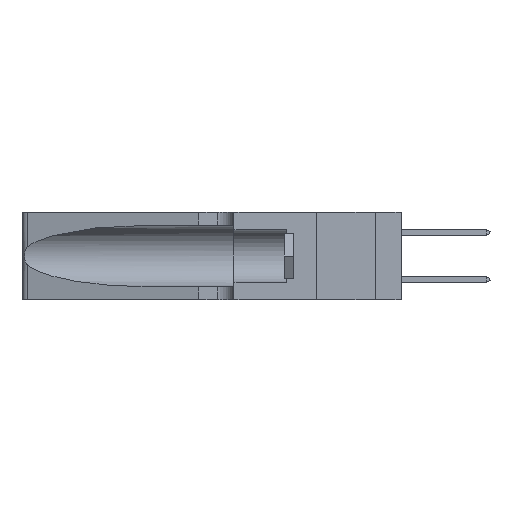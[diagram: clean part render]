
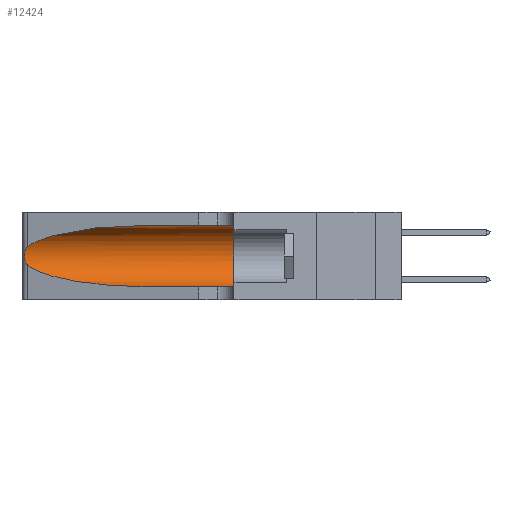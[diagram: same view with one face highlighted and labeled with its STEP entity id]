
A CAD part, left-side view. The second image highlights one B-rep face of the part: STEP entity #12424.
In plain terms, the highlighted cylindrical face has radius 3.308 mm (diameter 6.617 mm), a partial arc.
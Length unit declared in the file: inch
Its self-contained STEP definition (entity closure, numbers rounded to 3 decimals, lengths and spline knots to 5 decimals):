
#241 = VERTEX_POINT ( 'NONE', #14737 ) ;
#839 = VECTOR ( 'NONE', #17061, 39.37008 ) ;
#1152 = CARTESIAN_POINT ( 'NONE',  ( 0.1305, 1.61858, 0.185 ) ) ;
#1404 = LINE ( 'NONE', #22105, #839 ) ;
#1572 = CARTESIAN_POINT ( 'NONE',  ( 0.25487, 1.22718, 0.14631 ) ) ;
#1648 = CARTESIAN_POINT ( 'NONE',  ( 0.1305, 0.72297, 0.31525 ) ) ;
#2190 = DIRECTION ( 'NONE',  ( 0., -1., 0. ) ) ;
#2315 = CIRCLE ( 'NONE', #10452, 0.13025 ) ;
#2917 = VERTEX_POINT ( 'NONE', #20310 ) ;
#3240 = CARTESIAN_POINT ( 'NONE',  ( 0.25639, 1.23184, 0.21858 ) ) ;
#3329 = EDGE_CURVE ( 'NONE', #12894, #2917, #2315, .T. ) ;
#4248 = DIRECTION ( 'NONE',  ( 0., 0., 1. ) ) ;
#4634 = ORIENTED_EDGE ( 'NONE', *, *, #20714, .T. ) ;
#4991 = CARTESIAN_POINT ( 'NONE',  ( 0.25854, 1.2359, 0.20912 ) ) ;
#5047 = CYLINDRICAL_SURFACE ( 'NONE', #20615, 0.13025 ) ;
#5409 = EDGE_LOOP ( 'NONE', ( #8167, #19488, #4634, #16771, #10270, #22225 ) ) ;
#5451 = CARTESIAN_POINT ( 'NONE',  ( 0.18966, 0.96281, 0.31525 ) ) ;
#6356 = DIRECTION ( 'NONE',  ( 0., -1., 0. ) ) ;
#6766 = CARTESIAN_POINT ( 'NONE',  ( 0.2373, 1.15595, 0.08982 ) ) ;
#6774 = CARTESIAN_POINT ( 'NONE',  ( 0.26075, 1.23896, 0.19203 ) ) ;
#6943 = CARTESIAN_POINT ( 'NONE',  ( 0.1305, 0.35, 0.31525 ) ) ;
#7235 = CARTESIAN_POINT ( 'NONE',  ( 0.2373, 1.15595, 0.28018 ) ) ;
#8055 = EDGE_CURVE ( 'NONE', #13267, #12894, #11789, .T. ) ;
#8167 = ORIENTED_EDGE ( 'NONE', *, *, #17299, .T. ) ;
#8578 = CARTESIAN_POINT ( 'NONE',  ( 0.26017, 1.23833, 0.17102 ) ) ;
#9073 = EDGE_CURVE ( 'NONE', #16349, #2917, #1404, .T. ) ;
#10202 = CARTESIAN_POINT ( 'NONE',  ( 0.25487, 1.22718, 0.22369 ) ) ;
#10266 = CARTESIAN_POINT ( 'NONE',  ( 0.18966, 0.96281, 0.05475 ) ) ;
#10270 = ORIENTED_EDGE ( 'NONE', *, *, #3329, .F. ) ;
#10275 = CARTESIAN_POINT ( 'NONE',  ( 0.25789, 1.23486, 0.15765 ) ) ;
#10358 =( BOUNDED_CURVE ( )  B_SPLINE_CURVE ( 3, ( #1648, #5451, #7235, #19166 ),
 .UNSPECIFIED., .F., .T. ) 
 B_SPLINE_CURVE_WITH_KNOTS ( ( 4, 4 ),
 ( 1.5708, 2.84003 ),
 .UNSPECIFIED. ) 
 CURVE ( )  GEOMETRIC_REPRESENTATION_ITEM ( )  RATIONAL_B_SPLINE_CURVE ( ( 1., 0.87, 0.87, 1. ) ) 
 REPRESENTATION_ITEM ( '' )  );
#10452 = AXIS2_PLACEMENT_3D ( 'NONE', #21777, #20613, #4248 ) ;
#11789 = LINE ( 'NONE', #12579, #15726 ) ;
#11920 = CARTESIAN_POINT ( 'NONE',  ( 0.25555, 1.22994, 0.2215 ) ) ;
#11997 = CARTESIAN_POINT ( 'NONE',  ( 0.25555, 1.22993, 0.14849 ) ) ;
#12424 = ADVANCED_FACE ( 'NONE', ( #18738 ), #5047, .F. ) ;
#12472 = VERTEX_POINT ( 'NONE', #20162 ) ;
#12579 = CARTESIAN_POINT ( 'NONE',  ( 0.1305, 1.61858, 0.31525 ) ) ;
#12894 = VERTEX_POINT ( 'NONE', #6943 ) ;
#13267 = VERTEX_POINT ( 'NONE', #14709 ) ;
#13469 = EDGE_CURVE ( 'NONE', #12472, #241, #18248, .T. ) ;
#14709 = CARTESIAN_POINT ( 'NONE',  ( 0.1305, 0.72297, 0.31525 ) ) ;
#14737 = CARTESIAN_POINT ( 'NONE',  ( 0.25487, 1.22718, 0.14631 ) ) ;
#15291 = CARTESIAN_POINT ( 'NONE',  ( 0.25787, 1.23484, 0.2124 ) ) ;
#15726 = VECTOR ( 'NONE', #2190, 39.37008 ) ;
#16349 = VERTEX_POINT ( 'NONE', #19871 ) ;
#16594 = DIRECTION ( 'NONE',  ( 0., 0., -1. ) ) ;
#16771 = ORIENTED_EDGE ( 'NONE', *, *, #9073, .T. ) ;
#17012 = CARTESIAN_POINT ( 'NONE',  ( 0.26018, 1.23835, 0.19895 ) ) ;
#17061 = DIRECTION ( 'NONE',  ( 0., -1., 0. ) ) ;
#17299 = EDGE_CURVE ( 'NONE', #13267, #12472, #10358, .T. ) ;
#18248 = B_SPLINE_CURVE_WITH_KNOTS ( 'NONE', 3,
 ( #10202, #11920, #3240, #15291, #4991, #17012, #6774, #18722, #8578, #20409, #10275, #22127, #11997, #1572 ),
 .UNSPECIFIED., .F., .F.,
 ( 4, 2, 2, 2, 2, 2, 4 ),
 ( 0., 0.00027, 0.00053, 0.00107, 0.0016, 0.00187, 0.00214 ),
 .UNSPECIFIED. ) ;
#18710 = CARTESIAN_POINT ( 'NONE',  ( 0.25487, 1.22718, 0.14631 ) ) ;
#18722 = CARTESIAN_POINT ( 'NONE',  ( 0.26075, 1.23896, 0.178 ) ) ;
#18738 = FACE_OUTER_BOUND ( 'NONE', #5409, .T. ) ;
#19166 = CARTESIAN_POINT ( 'NONE',  ( 0.25487, 1.22718, 0.22369 ) ) ;
#19488 = ORIENTED_EDGE ( 'NONE', *, *, #13469, .T. ) ;
#19871 = CARTESIAN_POINT ( 'NONE',  ( 0.1305, 0.72297, 0.05475 ) ) ;
#20162 = CARTESIAN_POINT ( 'NONE',  ( 0.25487, 1.22718, 0.22369 ) ) ;
#20310 = CARTESIAN_POINT ( 'NONE',  ( 0.1305, 0.35, 0.05475 ) ) ;
#20409 = CARTESIAN_POINT ( 'NONE',  ( 0.25856, 1.23593, 0.16098 ) ) ;
#20524 =( BOUNDED_CURVE ( )  B_SPLINE_CURVE ( 3, ( #18710, #6766, #10266, #22121 ),
 .UNSPECIFIED., .F., .F. ) 
 B_SPLINE_CURVE_WITH_KNOTS ( ( 4, 4 ),
 ( 3.44316, 4.71239 ),
 .UNSPECIFIED. ) 
 CURVE ( )  GEOMETRIC_REPRESENTATION_ITEM ( )  RATIONAL_B_SPLINE_CURVE ( ( 1., 0.87, 0.87, 1. ) ) 
 REPRESENTATION_ITEM ( '' )  );
#20613 = DIRECTION ( 'NONE',  ( 0., 1., 0. ) ) ;
#20615 = AXIS2_PLACEMENT_3D ( 'NONE', #1152, #6356, #16594 ) ;
#20714 = EDGE_CURVE ( 'NONE', #241, #16349, #20524, .T. ) ;
#21777 = CARTESIAN_POINT ( 'NONE',  ( 0.1305, 0.35, 0.185 ) ) ;
#22105 = CARTESIAN_POINT ( 'NONE',  ( 0.1305, 1.61858, 0.05475 ) ) ;
#22121 = CARTESIAN_POINT ( 'NONE',  ( 0.1305, 0.72297, 0.05475 ) ) ;
#22127 = CARTESIAN_POINT ( 'NONE',  ( 0.25639, 1.23186, 0.15144 ) ) ;
#22225 = ORIENTED_EDGE ( 'NONE', *, *, #8055, .F. ) ;
